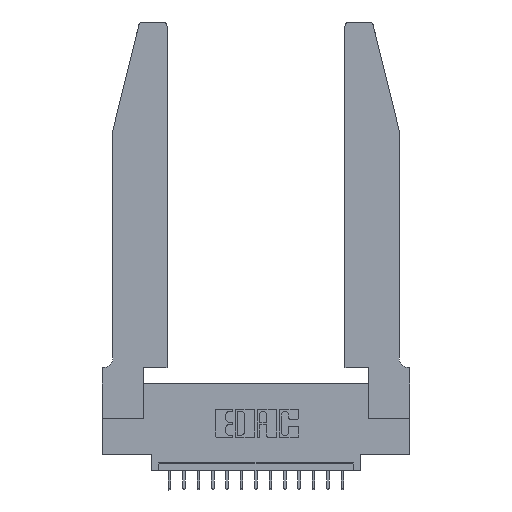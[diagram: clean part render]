
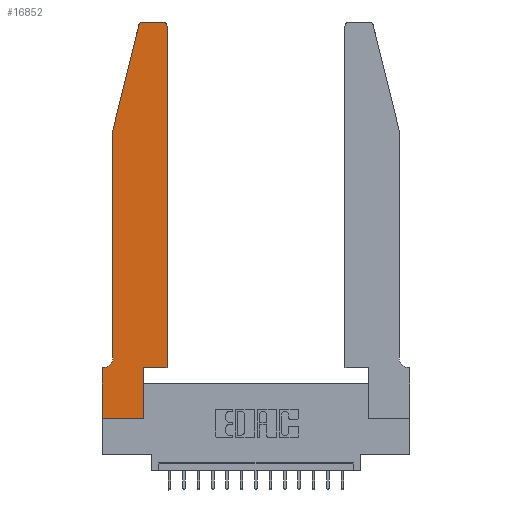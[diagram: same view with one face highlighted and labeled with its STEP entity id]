
A CAD part, top view. The second image highlights one B-rep face of the part: STEP entity #16852.
In plain terms, the highlighted planar face has unit normal (0, 0, 1).
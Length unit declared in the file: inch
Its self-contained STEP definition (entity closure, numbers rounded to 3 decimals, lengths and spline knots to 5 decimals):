
#213 = ORIENTED_EDGE ( 'NONE', *, *, #287, .T. ) ;
#260 = VERTEX_POINT ( 'NONE', #10194 ) ;
#287 = EDGE_CURVE ( 'NONE', #8739, #260, #17241, .T. ) ;
#314 = CARTESIAN_POINT ( 'NONE',  ( 0.2605, 2.75, 0.37 ) ) ;
#456 = CARTESIAN_POINT ( 'NONE',  ( 0.0755, 0.35, 0.37 ) ) ;
#856 = DIRECTION ( 'NONE',  ( 0., 0., -1. ) ) ;
#952 = DIRECTION ( 'NONE',  ( 0., -1., 0. ) ) ;
#986 = CARTESIAN_POINT ( 'NONE',  ( 0.4505, 0.35, 0.37 ) ) ;
#1495 = CARTESIAN_POINT ( 'NONE',  ( 0.4205, 2.75, 0.37 ) ) ;
#1650 = DIRECTION ( 'NONE',  ( 1., 0., 0. ) ) ;
#1677 = VECTOR ( 'NONE', #952, 39.37008 ) ;
#1880 = ORIENTED_EDGE ( 'NONE', *, *, #4347, .T. ) ;
#2146 = VERTEX_POINT ( 'NONE', #18660 ) ;
#2291 = EDGE_CURVE ( 'NONE', #11776, #9355, #4499, .T. ) ;
#2401 = DIRECTION ( 'NONE',  ( -1., 0., 0. ) ) ;
#2415 = LINE ( 'NONE', #16905, #11997 ) ;
#2477 = EDGE_CURVE ( 'NONE', #10746, #5956, #2621, .T. ) ;
#2621 = CIRCLE ( 'NONE', #9263, 0.03 ) ;
#2828 = EDGE_CURVE ( 'NONE', #2146, #5970, #14069, .T. ) ;
#3303 = CARTESIAN_POINT ( 'NONE',  ( 0.0055, 0.35, 0.37 ) ) ;
#3385 = EDGE_CURVE ( 'NONE', #5956, #3768, #13344, .T. ) ;
#3611 = VECTOR ( 'NONE', #4430, 39.37008 ) ;
#3661 = LINE ( 'NONE', #986, #12268 ) ;
#3748 = CARTESIAN_POINT ( 'NONE',  ( 0.0755, 2., 0.37 ) ) ;
#3768 = VERTEX_POINT ( 'NONE', #18054 ) ;
#3812 = CARTESIAN_POINT ( 'NONE',  ( 0.0055, 0.42, 0.37 ) ) ;
#3932 = ORIENTED_EDGE ( 'NONE', *, *, #18111, .T. ) ;
#4003 = EDGE_CURVE ( 'NONE', #5970, #15393, #11807, .T. ) ;
#4344 = VERTEX_POINT ( 'NONE', #7801 ) ;
#4347 = EDGE_CURVE ( 'NONE', #260, #9610, #2415, .T. ) ;
#4385 = DIRECTION ( 'NONE',  ( 0., 0., 1. ) ) ;
#4430 = DIRECTION ( 'NONE',  ( 1., 0., 0. ) ) ;
#4499 = LINE ( 'NONE', #10263, #16729 ) ;
#4590 = PLANE ( 'NONE',  #9229 ) ;
#4995 = VECTOR ( 'NONE', #11856, 39.37008 ) ;
#5229 = DIRECTION ( 'NONE',  ( 1., 0., 0. ) ) ;
#5475 = ORIENTED_EDGE ( 'NONE', *, *, #2291, .T. ) ;
#5606 = ORIENTED_EDGE ( 'NONE', *, *, #2477, .T. ) ;
#5722 = CARTESIAN_POINT ( 'NONE',  ( 0., 0., 0.37 ) ) ;
#5956 = VERTEX_POINT ( 'NONE', #1495 ) ;
#5970 = VERTEX_POINT ( 'NONE', #3303 ) ;
#6085 = DIRECTION ( 'NONE',  ( -1., 0., 0. ) ) ;
#6179 = DIRECTION ( 'NONE',  ( 1., 0., 0. ) ) ;
#6468 = ORIENTED_EDGE ( 'NONE', *, *, #4003, .T. ) ;
#6775 = CIRCLE ( 'NONE', #13091, 0.03 ) ;
#7801 = CARTESIAN_POINT ( 'NONE',  ( 0., 0., 0.37 ) ) ;
#8265 = ORIENTED_EDGE ( 'NONE', *, *, #2828, .T. ) ;
#8739 = VERTEX_POINT ( 'NONE', #13907 ) ;
#8748 = CARTESIAN_POINT ( 'NONE',  ( 0.284, 2.72, 0.37 ) ) ;
#8790 = EDGE_CURVE ( 'NONE', #9355, #2146, #15312, .T. ) ;
#8836 = DIRECTION ( 'NONE',  ( -0.239, -0.971, 0. ) ) ;
#8939 = DIRECTION ( 'NONE',  ( 0., 0., 1. ) ) ;
#9158 = ORIENTED_EDGE ( 'NONE', *, *, #16894, .T. ) ;
#9206 = CARTESIAN_POINT ( 'NONE',  ( 0.4505, 0.35, 0.37 ) ) ;
#9229 = AXIS2_PLACEMENT_3D ( 'NONE', #10166, #8939, #1650 ) ;
#9236 = EDGE_CURVE ( 'NONE', #4344, #8739, #11601, .T. ) ;
#9263 = AXIS2_PLACEMENT_3D ( 'NONE', #12689, #15677, #5229 ) ;
#9355 = VERTEX_POINT ( 'NONE', #3748 ) ;
#9388 = ORIENTED_EDGE ( 'NONE', *, *, #3385, .T. ) ;
#9610 = VERTEX_POINT ( 'NONE', #9206 ) ;
#10166 = CARTESIAN_POINT ( 'NONE',  ( 0., 0.35, 0.37 ) ) ;
#10194 = CARTESIAN_POINT ( 'NONE',  ( 0.2865, 0.35, 0.37 ) ) ;
#10256 = ORIENTED_EDGE ( 'NONE', *, *, #9236, .T. ) ;
#10263 = CARTESIAN_POINT ( 'NONE',  ( 0.0755, 2., 0.37 ) ) ;
#10746 = VERTEX_POINT ( 'NONE', #16984 ) ;
#11601 = LINE ( 'NONE', #14320, #3611 ) ;
#11776 = VERTEX_POINT ( 'NONE', #16817 ) ;
#11807 = LINE ( 'NONE', #456, #14094 ) ;
#11817 = EDGE_LOOP ( 'NONE', ( #9388, #14017, #5475, #15421, #8265, #6468, #9158, #10256, #213, #1880, #3932, #5606 ) ) ;
#11856 = DIRECTION ( 'NONE',  ( 0., -1., 0. ) ) ;
#11997 = VECTOR ( 'NONE', #18161, 39.37008 ) ;
#12268 = VECTOR ( 'NONE', #15343, 39.37008 ) ;
#12689 = CARTESIAN_POINT ( 'NONE',  ( 0.4205, 2.72, 0.37 ) ) ;
#12889 = EDGE_CURVE ( 'NONE', #3768, #11776, #6775, .T. ) ;
#13091 = AXIS2_PLACEMENT_3D ( 'NONE', #8748, #4385, #6179 ) ;
#13344 = LINE ( 'NONE', #314, #17066 ) ;
#13878 = CARTESIAN_POINT ( 'NONE',  ( 0., 0.35, 0.37 ) ) ;
#13907 = CARTESIAN_POINT ( 'NONE',  ( 0.2865, 0., 0.37 ) ) ;
#14017 = ORIENTED_EDGE ( 'NONE', *, *, #12889, .T. ) ;
#14069 = CIRCLE ( 'NONE', #16130, 0.07 ) ;
#14094 = VECTOR ( 'NONE', #14632, 39.37008 ) ;
#14320 = CARTESIAN_POINT ( 'NONE',  ( 0., 0., 0.37 ) ) ;
#14394 = LINE ( 'NONE', #5722, #4995 ) ;
#14588 = FACE_OUTER_BOUND ( 'NONE', #11817, .T. ) ;
#14632 = DIRECTION ( 'NONE',  ( -1., 0., 0. ) ) ;
#15219 = CARTESIAN_POINT ( 'NONE',  ( 0.0755, 2., 0.37 ) ) ;
#15312 = LINE ( 'NONE', #15219, #1677 ) ;
#15343 = DIRECTION ( 'NONE',  ( 0., 1., 0. ) ) ;
#15393 = VERTEX_POINT ( 'NONE', #13878 ) ;
#15421 = ORIENTED_EDGE ( 'NONE', *, *, #8790, .T. ) ;
#15677 = DIRECTION ( 'NONE',  ( 0., 0., 1. ) ) ;
#16130 = AXIS2_PLACEMENT_3D ( 'NONE', #3812, #856, #2401 ) ;
#16729 = VECTOR ( 'NONE', #8836, 39.37008 ) ;
#16817 = CARTESIAN_POINT ( 'NONE',  ( 0.25487, 2.72718, 0.37 ) ) ;
#16852 = ADVANCED_FACE ( 'NONE', ( #14588 ), #4590, .T. ) ;
#16894 = EDGE_CURVE ( 'NONE', #15393, #4344, #14394, .T. ) ;
#16905 = CARTESIAN_POINT ( 'NONE',  ( 0.4505, 0.35, 0.37 ) ) ;
#16984 = CARTESIAN_POINT ( 'NONE',  ( 0.4505, 2.72, 0.37 ) ) ;
#17066 = VECTOR ( 'NONE', #6085, 39.37008 ) ;
#17241 = LINE ( 'NONE', #18567, #17619 ) ;
#17619 = VECTOR ( 'NONE', #18396, 39.37008 ) ;
#18054 = CARTESIAN_POINT ( 'NONE',  ( 0.284, 2.75, 0.37 ) ) ;
#18111 = EDGE_CURVE ( 'NONE', #9610, #10746, #3661, .T. ) ;
#18161 = DIRECTION ( 'NONE',  ( 1., 0., 0. ) ) ;
#18396 = DIRECTION ( 'NONE',  ( 0., 1., 0. ) ) ;
#18567 = CARTESIAN_POINT ( 'NONE',  ( 0.2865, 0.35, 0.37 ) ) ;
#18660 = CARTESIAN_POINT ( 'NONE',  ( 0.0755, 0.42, 0.37 ) ) ;
